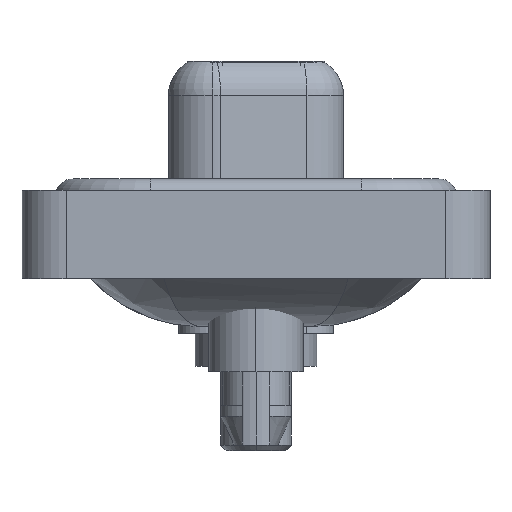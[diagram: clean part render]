
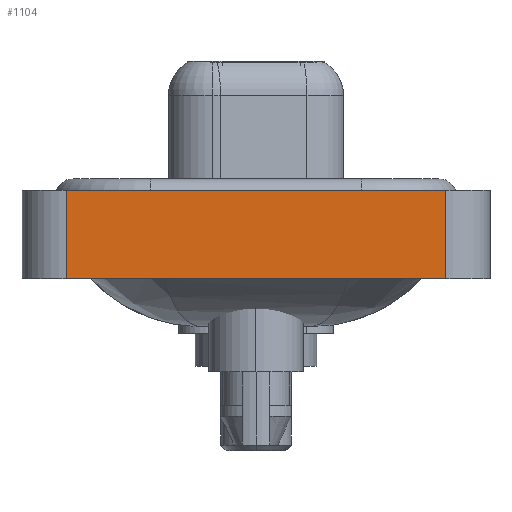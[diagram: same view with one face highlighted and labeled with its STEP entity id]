
A CAD part, left-side view. The second image highlights one B-rep face of the part: STEP entity #1104.
In plain terms, the highlighted planar face has unit normal (-1, 0, 0).
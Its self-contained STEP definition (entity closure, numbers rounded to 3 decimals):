
#292 = ORIENTED_EDGE ( 'NONE', *, *, #2534, .T. ) ;
#1104 = ADVANCED_FACE ( 'NONE', ( #12656 ), #15193, .T. ) ;
#2135 = EDGE_CURVE ( 'NONE', #9987, #2169, #4937, .T. ) ;
#2169 = VERTEX_POINT ( 'NONE', #7643 ) ;
#2269 = LINE ( 'NONE', #11419, #12903 ) ;
#2534 = EDGE_CURVE ( 'NONE', #9987, #17162, #2269, .T. ) ;
#3622 = LINE ( 'NONE', #14592, #16233 ) ;
#4209 = EDGE_CURVE ( 'NONE', #2169, #6395, #7471, .T. ) ;
#4419 = DIRECTION ( 'NONE',  ( -1., 0., 0. ) ) ;
#4760 = DIRECTION ( 'NONE',  ( 0., 0., 1. ) ) ;
#4937 = LINE ( 'NONE', #11867, #10973 ) ;
#5796 = CARTESIAN_POINT ( 'NONE',  ( -7.25, -8.55, -3.6 ) ) ;
#6336 = ORIENTED_EDGE ( 'NONE', *, *, #2135, .F. ) ;
#6395 = VERTEX_POINT ( 'NONE', #15220 ) ;
#6411 = DIRECTION ( 'NONE',  ( 0., 0., 1. ) ) ;
#6617 = CARTESIAN_POINT ( 'NONE',  ( -7.25, 8.55, -3.6 ) ) ;
#6636 = EDGE_CURVE ( 'NONE', #17162, #6395, #3622, .T. ) ;
#7471 = LINE ( 'NONE', #14505, #14346 ) ;
#7643 = CARTESIAN_POINT ( 'NONE',  ( -7.25, 8.55, 0.4 ) ) ;
#8593 = DIRECTION ( 'NONE',  ( 0., 0., 1. ) ) ;
#9219 = DIRECTION ( 'NONE',  ( 0., -1., 0. ) ) ;
#9923 = AXIS2_PLACEMENT_3D ( 'NONE', #5796, #4419, #8593 ) ;
#9948 = ORIENTED_EDGE ( 'NONE', *, *, #6636, .T. ) ;
#9987 = VERTEX_POINT ( 'NONE', #6617 ) ;
#10973 = VECTOR ( 'NONE', #4760, 1000. ) ;
#11419 = CARTESIAN_POINT ( 'NONE',  ( -7.25, -8.55, -3.6 ) ) ;
#11786 = ORIENTED_EDGE ( 'NONE', *, *, #4209, .F. ) ;
#11867 = CARTESIAN_POINT ( 'NONE',  ( -7.25, 8.55, -3.6 ) ) ;
#11889 = CARTESIAN_POINT ( 'NONE',  ( -7.25, -8.55, -3.6 ) ) ;
#12656 = FACE_OUTER_BOUND ( 'NONE', #16058, .T. ) ;
#12903 = VECTOR ( 'NONE', #16833, 1000. ) ;
#14346 = VECTOR ( 'NONE', #9219, 1000. ) ;
#14505 = CARTESIAN_POINT ( 'NONE',  ( -7.25, -8.55, 0.4 ) ) ;
#14592 = CARTESIAN_POINT ( 'NONE',  ( -7.25, -8.55, -3.6 ) ) ;
#15193 = PLANE ( 'NONE',  #9923 ) ;
#15220 = CARTESIAN_POINT ( 'NONE',  ( -7.25, -8.55, 0.4 ) ) ;
#16058 = EDGE_LOOP ( 'NONE', ( #9948, #11786, #6336, #292 ) ) ;
#16233 = VECTOR ( 'NONE', #6411, 1000. ) ;
#16833 = DIRECTION ( 'NONE',  ( 0., -1., 0. ) ) ;
#17162 = VERTEX_POINT ( 'NONE', #11889 ) ;
